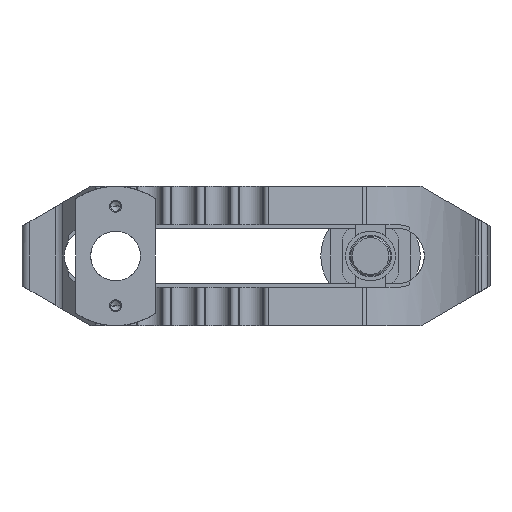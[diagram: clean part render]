
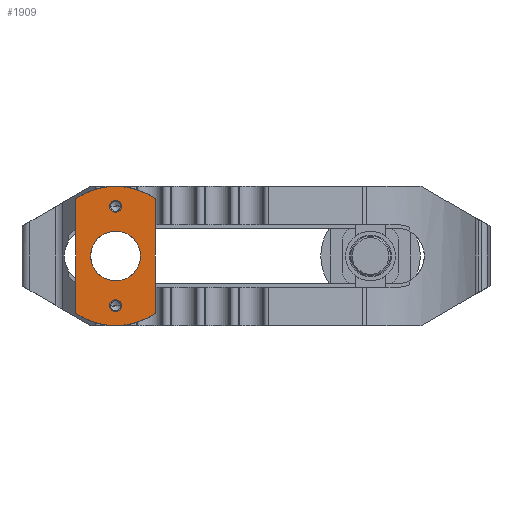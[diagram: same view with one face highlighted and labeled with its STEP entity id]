
A CAD part, front view. The second image highlights one B-rep face of the part: STEP entity #1909.
In plain terms, the highlighted planar face has unit normal (0, -1, 0).
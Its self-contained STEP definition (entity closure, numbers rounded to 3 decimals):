
#1845=VERTEX_POINT('',#5124);
#1873=EDGE_CURVE('',#2479,#1845,#5156,.T.);
#1909=ADVANCED_FACE('',(#5196,#5197,#5198,#5199),#5200,.T.);
#1955=VERTEX_POINT('',#5250);
#2051=EDGE_CURVE('',#2655,#4669,#5352,.T.);
#2193=EDGE_CURVE('',#4745,#3985,#5506,.T.);
#2311=EDGE_CURVE('',#3985,#4745,#5641,.T.);
#2479=VERTEX_POINT('',#5830);
#2549=VERTEX_POINT('',#5907);
#2655=VERTEX_POINT('',#6017);
#2983=VERTEX_POINT('',#6382);
#3037=EDGE_CURVE('',#1955,#3749,#6445,.T.);
#3279=EDGE_CURVE('',#2549,#2983,#6715,.T.);
#3627=EDGE_CURVE('',#2479,#3749,#7088,.T.);
#3749=VERTEX_POINT('',#7223);
#3849=EDGE_CURVE('',#4669,#2655,#7332,.T.);
#3985=VERTEX_POINT('',#7480);
#4241=EDGE_CURVE('',#1845,#1955,#7755,.T.);
#4411=EDGE_CURVE('',#2983,#2549,#7941,.T.);
#4669=VERTEX_POINT('',#8228);
#4745=VERTEX_POINT('',#8312);
#5124=CARTESIAN_POINT('',(20.0,0.0,28.723));
#5156=CIRCLE('',#8830,35.0);
#5196=FACE_BOUND('',#8880,.T.);
#5197=FACE_BOUND('',#8881,.T.);
#5198=FACE_BOUND('',#8882,.T.);
#5199=FACE_OUTER_BOUND('',#8883,.T.);
#5200=PLANE('',#8884);
#5250=CARTESIAN_POINT('',(20.0,0.0,-28.723));
#5352=CIRCLE('',#9119,3.0);
#5506=CIRCLE('',#9322,12.5);
#5641=CIRCLE('',#9570,12.5);
#5830=CARTESIAN_POINT('',(-20.0,0.0,28.723));
#5907=CARTESIAN_POINT('',(3.0,0.0,25.0));
#6017=CARTESIAN_POINT('',(3.0,0.,-25.0));
#6382=CARTESIAN_POINT('',(-3.0,0.,25.0));
#6445=CIRCLE('',#10750,35.0);
#6715=CIRCLE('',#11167,3.0);
#7088=LINE('',#11699,#11700);
#7223=CARTESIAN_POINT('',(-20.0,0.0,-28.723));
#7332=CIRCLE('',#12109,3.0);
#7480=CARTESIAN_POINT('',(12.5,0.0,0.));
#7755=LINE('',#12796,#12797);
#7941=CIRCLE('',#13069,3.0);
#8228=CARTESIAN_POINT('',(-3.0,0.0,-25.0));
#8312=CARTESIAN_POINT('',(-12.5,0.,0.));
#8830=AXIS2_PLACEMENT_3D('',#14106,#14107,#14108);
#8880=EDGE_LOOP('',(#14152,#14153));
#8881=EDGE_LOOP('',(#14154,#14155));
#8882=EDGE_LOOP('',(#14156,#14157));
#8883=EDGE_LOOP('',(#14158,#14159,#14160,#14161));
#8884=AXIS2_PLACEMENT_3D('',#14162,#14163,#14164);
#9119=AXIS2_PLACEMENT_3D('',#14315,#14316,#14317);
#9322=AXIS2_PLACEMENT_3D('',#14484,#14485,#14486);
#9570=AXIS2_PLACEMENT_3D('',#14750,#14751,#14752);
#10750=AXIS2_PLACEMENT_3D('',#15739,#15740,#15741);
#11167=AXIS2_PLACEMENT_3D('',#16068,#16069,#16070);
#11699=CARTESIAN_POINT('',(-20.0,0.,36.0));
#11700=VECTOR('',#16469,1.0);
#12109=AXIS2_PLACEMENT_3D('',#16733,#16734,#16735);
#12796=CARTESIAN_POINT('',(20.0,0.,36.0));
#12797=VECTOR('',#17127,1.0);
#13069=AXIS2_PLACEMENT_3D('',#17326,#17327,#17328);
#14106=CARTESIAN_POINT('',(0.0,0.0,0.0));
#14107=DIRECTION('',(0.,1.0,0.));
#14108=DIRECTION('',(-1.0,0.,0.));
#14152=ORIENTED_EDGE('',*,*,#3849,.T.);
#14153=ORIENTED_EDGE('',*,*,#2051,.T.);
#14154=ORIENTED_EDGE('',*,*,#3279,.T.);
#14155=ORIENTED_EDGE('',*,*,#4411,.T.);
#14156=ORIENTED_EDGE('',*,*,#2311,.T.);
#14157=ORIENTED_EDGE('',*,*,#2193,.T.);
#14158=ORIENTED_EDGE('',*,*,#1873,.F.);
#14159=ORIENTED_EDGE('',*,*,#3627,.T.);
#14160=ORIENTED_EDGE('',*,*,#3037,.F.);
#14161=ORIENTED_EDGE('',*,*,#4241,.F.);
#14162=CARTESIAN_POINT('',(-20.0,0.,36.0));
#14163=DIRECTION('',(0.,-1.0,0.));
#14164=DIRECTION('',(-1.0,0.,0.));
#14315=CARTESIAN_POINT('',(0.0,0.0,-25.0));
#14316=DIRECTION('',(0.,1.0,0.));
#14317=DIRECTION('',(-1.0,0.,0.));
#14484=CARTESIAN_POINT('',(0.0,0.0,0.0));
#14485=DIRECTION('',(0.,1.0,0.));
#14486=DIRECTION('',(-1.0,0.,0.));
#14750=CARTESIAN_POINT('',(0.0,0.0,0.0));
#14751=DIRECTION('',(0.,1.0,0.));
#14752=DIRECTION('',(-1.0,0.,0.));
#15739=CARTESIAN_POINT('',(0.0,0.0,0.0));
#15740=DIRECTION('',(0.,1.0,0.));
#15741=DIRECTION('',(-1.0,0.,0.));
#16068=CARTESIAN_POINT('',(0.0,0.0,25.0));
#16069=DIRECTION('',(0.,1.0,0.));
#16070=DIRECTION('',(1.0,0.,0.));
#16469=DIRECTION('',(0.0,0.,-1.0));
#16733=CARTESIAN_POINT('',(0.0,0.0,-25.0));
#16734=DIRECTION('',(0.,1.0,0.));
#16735=DIRECTION('',(-1.0,0.,0.));
#17127=DIRECTION('',(0.0,0.,-1.0));
#17326=CARTESIAN_POINT('',(0.0,0.0,25.0));
#17327=DIRECTION('',(0.,1.0,0.));
#17328=DIRECTION('',(1.0,0.,0.));
